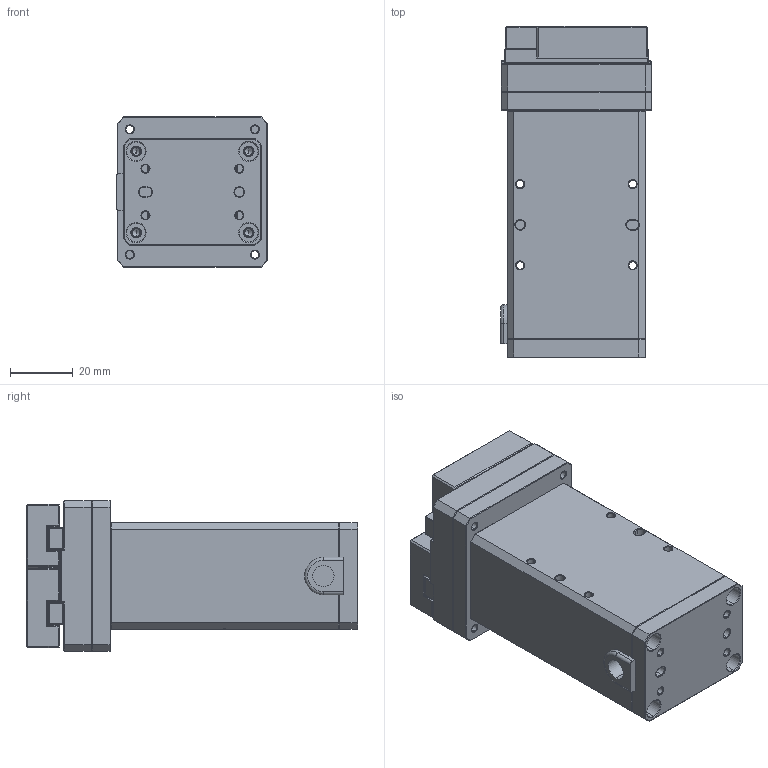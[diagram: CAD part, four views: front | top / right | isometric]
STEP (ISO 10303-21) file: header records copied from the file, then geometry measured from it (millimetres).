
FILE_DESCRIPTION (( 'STEP AP203' ), '1' );
FILE_NAME ('RM-MGBD-11-20 Î¢ÐÍ¼Ð×¦ 1.0.STEP', '2021-06-22T09:38:11', ( '' ), ( '' ), 'SwSTEP 2.0', 'SolidWorks 2019', '' );
FILE_SCHEMA (( 'CONFIG_CONTROL_DESIGN' ));
Length unit declared in the file: millimetre
Products named in the file (10): RM-MGBD-11-20 峚倰標蛈 1.0; 萇儂嘐隅啣20_14俴最; 賑輸裔; MSP01-MGBD002 萇儂褲14_14俴最酗; MSL01-MGN7C 賑寢_MSL01-MGN7C-20; MSP01-MGBD001 菁裔14_14俴最; 階裔20_14俴最; MSL02-MGN7C 賑輸; PPT07-朴6.8 寡蝶誘盄杶; MFT03-M2x6 埴翐囀鞠褒蹟佪
Assembly tree (25 placements, depth 2):
  RM-MGBD-11-20 峚倰標蛈 1.0
    MSP01-MGBD001 菁裔14_14俴最
    階裔20_14俴最
    萇儂嘐隅啣20_14俴最
    MSP01-MGBD002 萇儂褲14_14俴最酗
    PPT07-朴6.8 寡蝶誘盄杶
    MSL01-MGN7C 賑寢_MSL01-MGN7C-20  x2
    MSL02-MGN7C 賑輸  x2
    賑輸裔  x2
    MFT03-M2x6 埴翐囀鞠褒蹟佪  x14
Bounding box: 48.25 x 106 x 48 mm (x, y, z)
Volume: 67506.9 mm3; surface area: 54824.9 mm2
Topology: 25 solids, 25 shells, 1465 faces, 3290 edges, 1921 vertices
Faces by surface type: plane 783, cylinder 361, cone 319, torus 2
Entity records: 26463 total; most frequent: CARTESIAN_POINT 4588, DIRECTION 4447, ORIENTED_EDGE 4030, EDGE_CURVE 2015, AXIS2_PLACEMENT_3D 1582, VECTOR 1283, LINE 1283, VERTEX_POINT 1189
